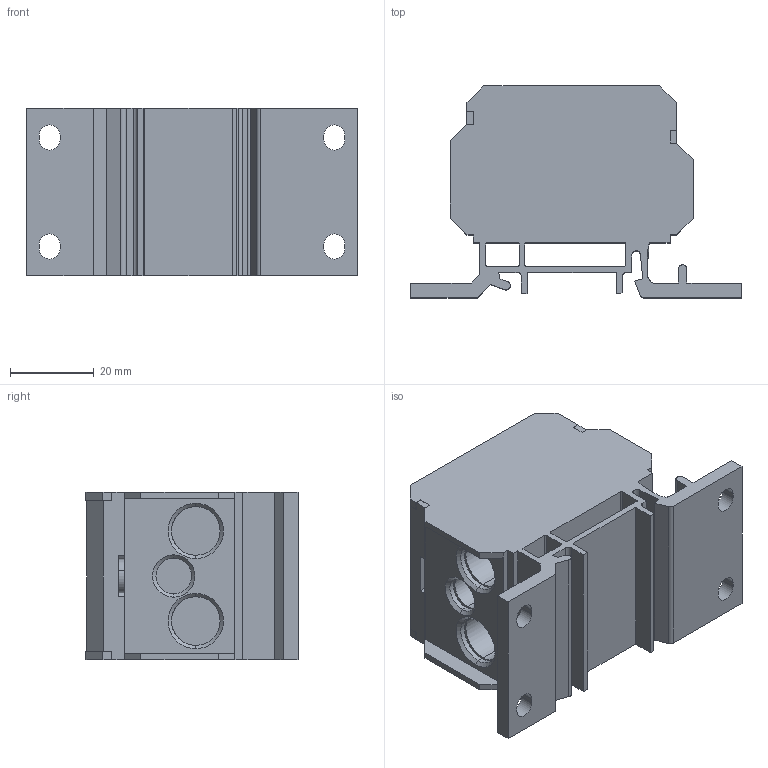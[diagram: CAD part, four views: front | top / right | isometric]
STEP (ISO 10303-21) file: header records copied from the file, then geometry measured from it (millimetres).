
FILE_DESCRIPTION((''),'2;1');
FILE_NAME('ASM0104_ASM','2021-04-08T',('marketing.praksa'),('Audax d.o.o.'),'CREO PARAMETRIC BY PTC INC, 2017480','CREO PARAMETRIC BY PTC INC, 2017480','');
FILE_SCHEMA(('AUTOMOTIVE_DESIGN { 1 0 10303 214 1 1 1 1 }'));
Length unit declared in the file: millimetre
Products named in the file (11): DB-06_00_02_WKLAD_REV_00_1_1; DB-06_00_01_OBUDOWA_BLOKU_REV_2; DB-WKRET_M10X14_1_1_2; DB-WKRET_M12X14_1_1_2_3; DB-WKRET_M8X12_1_1_2_3; PRT9589_1_1; PRT0112_1_1_2_3_4_5_1; PRT0112_1_1_2_3_4_5_2; PRT0112_1_1_2_3_4_5_3; PRT0112_1_1_2_3_4_5_ASM; ASM0104_ASM
Assembly tree (12 placements, depth 3):
  ASM0104_ASM
    DB-06_00_02_WKLAD_REV_00_1_1
    DB-06_00_01_OBUDOWA_BLOKU_REV_2
    DB-WKRET_M10X14_1_1_2  x2
    DB-WKRET_M12X14_1_1_2_3  x2
    DB-WKRET_M8X12_1_1_2_3
    PRT9589_1_1
    PRT0112_1_1_2_3_4_5_ASM
      PRT0112_1_1_2_3_4_5_1
      PRT0112_1_1_2_3_4_5_2
      PRT0112_1_1_2_3_4_5_3
Bounding box: 78.96 x 50.6 x 40 mm (x, y, z)
Volume: 52558.7 mm3; surface area: 43933.2 mm2
Topology: 11 solids, 11 shells, 427 faces, 1129 edges, 744 vertices
Faces by surface type: plane 288, cylinder 118, cone 20, extrusion 1
Entity records: 19082 total; most frequent: CARTESIAN_POINT 2616, DIRECTION 2150, ORIENTED_EDGE 2146, PRESENTATION_STYLE_ASSIGNMENT 1383, STYLED_ITEM 1383, CURVE_STYLE 1074, EDGE_CURVE 1073, VECTOR 826
